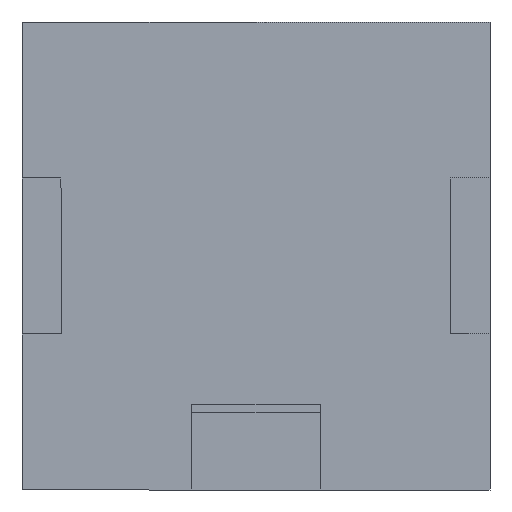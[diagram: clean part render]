
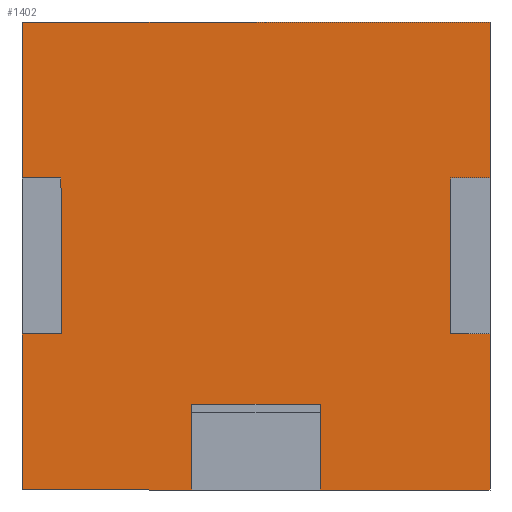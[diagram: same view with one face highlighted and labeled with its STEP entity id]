
A CAD part, front view. The second image highlights one B-rep face of the part: STEP entity #1402.
In plain terms, the highlighted planar face has unit normal (0, -1, 0).
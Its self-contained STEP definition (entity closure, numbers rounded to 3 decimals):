
#22 = CARTESIAN_POINT ( 'NONE',  ( -6., 0., 6. ) ) ;
#31 = ORIENTED_EDGE ( 'NONE', *, *, #1470, .F. ) ;
#65 = DIRECTION ( 'NONE',  ( 0., 0., -1. ) ) ;
#86 = CARTESIAN_POINT ( 'NONE',  ( 5., 0., 2. ) ) ;
#126 = ORIENTED_EDGE ( 'NONE', *, *, #1455, .F. ) ;
#164 = VERTEX_POINT ( 'NONE', #562 ) ;
#174 = VERTEX_POINT ( 'NONE', #735 ) ;
#198 = VERTEX_POINT ( 'NONE', #929 ) ;
#203 = VECTOR ( 'NONE', #1309, 1000. ) ;
#225 = ORIENTED_EDGE ( 'NONE', *, *, #1370, .F. ) ;
#262 = EDGE_CURVE ( 'NONE', #1915, #1278, #302, .T. ) ;
#274 = VECTOR ( 'NONE', #946, 1000. ) ;
#282 = EDGE_LOOP ( 'NONE', ( #1122, #1459, #1600, #31, #1672, #1182, #634, #688, #1356, #225, #882, #924, #609, #314, #485, #126 ) ) ;
#302 = LINE ( 'NONE', #1695, #1452 ) ;
#304 = CARTESIAN_POINT ( 'NONE',  ( 1.65, 0., -3.8 ) ) ;
#307 = CARTESIAN_POINT ( 'NONE',  ( 6., 0., -6. ) ) ;
#314 = ORIENTED_EDGE ( 'NONE', *, *, #1345, .F. ) ;
#317 = DIRECTION ( 'NONE',  ( -1., 0., 0. ) ) ;
#328 = VECTOR ( 'NONE', #1713, 1000. ) ;
#356 = VERTEX_POINT ( 'NONE', #1107 ) ;
#361 = EDGE_CURVE ( 'NONE', #198, #833, #1156, .T. ) ;
#369 = VECTOR ( 'NONE', #452, 1000. ) ;
#377 = EDGE_CURVE ( 'NONE', #1386, #1044, #425, .T. ) ;
#394 = VECTOR ( 'NONE', #1872, 1000. ) ;
#397 = VECTOR ( 'NONE', #1099, 1000. ) ;
#419 = LINE ( 'NONE', #1851, #394 ) ;
#425 = LINE ( 'NONE', #1422, #328 ) ;
#429 = DIRECTION ( 'NONE',  ( 1., 0., 0. ) ) ;
#443 = LINE ( 'NONE', #1163, #397 ) ;
#452 = DIRECTION ( 'NONE',  ( 0., 0., 1. ) ) ;
#471 = VECTOR ( 'NONE', #1735, 1000. ) ;
#485 = ORIENTED_EDGE ( 'NONE', *, *, #651, .F. ) ;
#540 = DIRECTION ( 'NONE',  ( 1., 0., 0. ) ) ;
#557 = EDGE_CURVE ( 'NONE', #631, #174, #1730, .T. ) ;
#562 = CARTESIAN_POINT ( 'NONE',  ( -5., 0., 2. ) ) ;
#580 = CARTESIAN_POINT ( 'NONE',  ( 5., 0., 2. ) ) ;
#596 = LINE ( 'NONE', #1046, #1103 ) ;
#609 = ORIENTED_EDGE ( 'NONE', *, *, #1426, .F. ) ;
#621 = LINE ( 'NONE', #1131, #203 ) ;
#631 = VERTEX_POINT ( 'NONE', #1318 ) ;
#634 = ORIENTED_EDGE ( 'NONE', *, *, #262, .F. ) ;
#651 = EDGE_CURVE ( 'NONE', #356, #860, #1033, .T. ) ;
#682 = VERTEX_POINT ( 'NONE', #1171 ) ;
#688 = ORIENTED_EDGE ( 'NONE', *, *, #1277, .F. ) ;
#725 = EDGE_CURVE ( 'NONE', #174, #682, #988, .T. ) ;
#730 = VERTEX_POINT ( 'NONE', #1020 ) ;
#731 = DIRECTION ( 'NONE',  ( 0., 1., 0. ) ) ;
#735 = CARTESIAN_POINT ( 'NONE',  ( -1.65, 0., -6. ) ) ;
#792 = VECTOR ( 'NONE', #1226, 1000. ) ;
#833 = VERTEX_POINT ( 'NONE', #1944 ) ;
#844 = EDGE_CURVE ( 'NONE', #730, #1825, #1174, .T. ) ;
#846 = CARTESIAN_POINT ( 'NONE',  ( -1.65, 0., -3.8 ) ) ;
#859 = DIRECTION ( 'NONE',  ( -1., 0., 0. ) ) ;
#860 = VERTEX_POINT ( 'NONE', #1951 ) ;
#872 = CARTESIAN_POINT ( 'NONE',  ( -6., 0., 2. ) ) ;
#880 = VERTEX_POINT ( 'NONE', #947 ) ;
#882 = ORIENTED_EDGE ( 'NONE', *, *, #890, .F. ) ;
#888 = CARTESIAN_POINT ( 'NONE',  ( 5., 0., -2. ) ) ;
#890 = EDGE_CURVE ( 'NONE', #1044, #880, #1983, .T. ) ;
#900 = PLANE ( 'NONE',  #1927 ) ;
#906 = DIRECTION ( 'NONE',  ( -1., 0., 0. ) ) ;
#915 = FACE_OUTER_BOUND ( 'NONE', #282, .T. ) ;
#924 = ORIENTED_EDGE ( 'NONE', *, *, #377, .F. ) ;
#929 = CARTESIAN_POINT ( 'NONE',  ( 6., 0., -6. ) ) ;
#932 = CARTESIAN_POINT ( 'NONE',  ( -6., 0., 6. ) ) ;
#946 = DIRECTION ( 'NONE',  ( 0., 0., 1. ) ) ;
#947 = CARTESIAN_POINT ( 'NONE',  ( 6., 0., 6. ) ) ;
#968 = CARTESIAN_POINT ( 'NONE',  ( 1.65, 0., -3.8 ) ) ;
#988 = LINE ( 'NONE', #1158, #1841 ) ;
#1007 = CARTESIAN_POINT ( 'NONE',  ( -5., 0., -2. ) ) ;
#1020 = CARTESIAN_POINT ( 'NONE',  ( 6., 0., 2. ) ) ;
#1033 = LINE ( 'NONE', #1007, #1819 ) ;
#1044 = VERTEX_POINT ( 'NONE', #22 ) ;
#1046 = CARTESIAN_POINT ( 'NONE',  ( -5., 0., 2. ) ) ;
#1057 = EDGE_CURVE ( 'NONE', #1696, #631, #1982, .T. ) ;
#1099 = DIRECTION ( 'NONE',  ( 0., 0., -1. ) ) ;
#1103 = VECTOR ( 'NONE', #906, 1000. ) ;
#1107 = CARTESIAN_POINT ( 'NONE',  ( -6., 0., -2. ) ) ;
#1122 = ORIENTED_EDGE ( 'NONE', *, *, #725, .F. ) ;
#1131 = CARTESIAN_POINT ( 'NONE',  ( -5., 0., -2. ) ) ;
#1156 = LINE ( 'NONE', #307, #1252 ) ;
#1158 = CARTESIAN_POINT ( 'NONE',  ( 6., 0., -6. ) ) ;
#1163 = CARTESIAN_POINT ( 'NONE',  ( 5., 0., -2. ) ) ;
#1171 = CARTESIAN_POINT ( 'NONE',  ( -6., 0., -6. ) ) ;
#1174 = LINE ( 'NONE', #580, #1818 ) ;
#1182 = ORIENTED_EDGE ( 'NONE', *, *, #1586, .F. ) ;
#1217 = LINE ( 'NONE', #932, #369 ) ;
#1219 = CARTESIAN_POINT ( 'NONE',  ( 6., 0., 6. ) ) ;
#1226 = DIRECTION ( 'NONE',  ( 1., 0., 0. ) ) ;
#1246 = VECTOR ( 'NONE', #317, 1000. ) ;
#1252 = VECTOR ( 'NONE', #1728, 1000. ) ;
#1277 = EDGE_CURVE ( 'NONE', #1825, #1915, #443, .T. ) ;
#1278 = VERTEX_POINT ( 'NONE', #1576 ) ;
#1309 = DIRECTION ( 'NONE',  ( 0., 0., 1. ) ) ;
#1318 = CARTESIAN_POINT ( 'NONE',  ( -1.65, 0., -3.8 ) ) ;
#1345 = EDGE_CURVE ( 'NONE', #860, #164, #621, .T. ) ;
#1356 = ORIENTED_EDGE ( 'NONE', *, *, #844, .F. ) ;
#1364 = DIRECTION ( 'NONE',  ( 0., 0., 1. ) ) ;
#1370 = EDGE_CURVE ( 'NONE', #880, #730, #1909, .T. ) ;
#1371 = DIRECTION ( 'NONE',  ( -1., 0., 0. ) ) ;
#1373 = VECTOR ( 'NONE', #65, 1000. ) ;
#1386 = VERTEX_POINT ( 'NONE', #872 ) ;
#1402 = ADVANCED_FACE ( 'NONE', ( #915 ), #900, .F. ) ;
#1422 = CARTESIAN_POINT ( 'NONE',  ( -6., 0., 6. ) ) ;
#1426 = EDGE_CURVE ( 'NONE', #164, #1386, #596, .T. ) ;
#1452 = VECTOR ( 'NONE', #429, 1000. ) ;
#1455 = EDGE_CURVE ( 'NONE', #682, #356, #1217, .T. ) ;
#1459 = ORIENTED_EDGE ( 'NONE', *, *, #557, .F. ) ;
#1470 = EDGE_CURVE ( 'NONE', #833, #1696, #1885, .T. ) ;
#1568 = CARTESIAN_POINT ( 'NONE',  ( 1.65, 0., -3.8 ) ) ;
#1576 = CARTESIAN_POINT ( 'NONE',  ( 6., 0., -2. ) ) ;
#1586 = EDGE_CURVE ( 'NONE', #1278, #198, #419, .T. ) ;
#1600 = ORIENTED_EDGE ( 'NONE', *, *, #1057, .F. ) ;
#1672 = ORIENTED_EDGE ( 'NONE', *, *, #361, .F. ) ;
#1695 = CARTESIAN_POINT ( 'NONE',  ( 5., 0., -2. ) ) ;
#1696 = VERTEX_POINT ( 'NONE', #1568 ) ;
#1713 = DIRECTION ( 'NONE',  ( 0., 0., 1. ) ) ;
#1728 = DIRECTION ( 'NONE',  ( -1., 0., 0. ) ) ;
#1730 = LINE ( 'NONE', #846, #471 ) ;
#1735 = DIRECTION ( 'NONE',  ( 0., 0., -1. ) ) ;
#1818 = VECTOR ( 'NONE', #1371, 1000. ) ;
#1819 = VECTOR ( 'NONE', #540, 1000. ) ;
#1825 = VERTEX_POINT ( 'NONE', #86 ) ;
#1841 = VECTOR ( 'NONE', #859, 1000. ) ;
#1851 = CARTESIAN_POINT ( 'NONE',  ( 6., 0., 6. ) ) ;
#1872 = DIRECTION ( 'NONE',  ( 0., 0., -1. ) ) ;
#1885 = LINE ( 'NONE', #304, #274 ) ;
#1909 = LINE ( 'NONE', #1913, #1373 ) ;
#1913 = CARTESIAN_POINT ( 'NONE',  ( 6., 0., 6. ) ) ;
#1915 = VERTEX_POINT ( 'NONE', #888 ) ;
#1927 = AXIS2_PLACEMENT_3D ( 'NONE', #1956, #731, #1364 ) ;
#1944 = CARTESIAN_POINT ( 'NONE',  ( 1.65, 0., -6. ) ) ;
#1951 = CARTESIAN_POINT ( 'NONE',  ( -5., 0., -2. ) ) ;
#1956 = CARTESIAN_POINT ( 'NONE',  ( 0., 0., 0. ) ) ;
#1982 = LINE ( 'NONE', #968, #1246 ) ;
#1983 = LINE ( 'NONE', #1219, #792 ) ;
